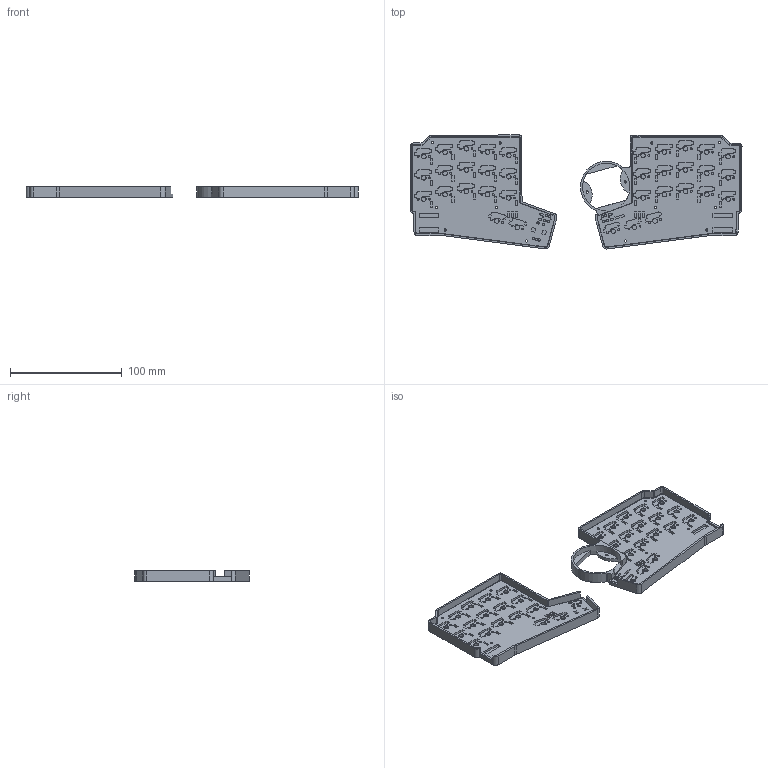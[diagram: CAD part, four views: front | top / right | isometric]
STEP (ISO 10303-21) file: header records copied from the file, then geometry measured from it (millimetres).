
FILE_DESCRIPTION(/* description */ (''),/* implementation_level */ '2;1');
FILE_NAME(/* name */ '3x5 kb case w track ball v38.step',/* time_stamp */ '2023-10-15T12:06:59+08:00',/* author */ (''),/* organization */ (''),/* preprocessor_version */ 'ST-DEVELOPER v20',/* originating_system */ 'Autodesk Translation Framework v12.14.0.127',/* authorisation */ '');
FILE_SCHEMA (('AUTOMOTIVE_DESIGN { 1 0 10303 214 3 1 1 }'));
Length unit declared in the file: millimetre
Products named in the file (2): 3x5 kb case w track ball; awkb keyboard case
Assembly tree (1 placements, depth 2):
  3x5 kb case w track ball
    awkb keyboard case
Bounding box: 296.73 x 101.91 x 9.6 mm (x, y, z)
Volume: 64296.6 mm3; surface area: 63156.3 mm2
Topology: 2 solids, 2 shells, 1290 faces, 3305 edges, 2202 vertices
Faces by surface type: plane 987, cylinder 303
Full cylindrical faces by diameter (mm): 0.9 x4, 1.7 x35, 2 x14, 2.1 x5, 4 x35, 6.3 x13
Entity records: 38963 total; most frequent: CARTESIAN_POINT 6800, ORIENTED_EDGE 6610, DIRECTION 6505, EDGE_CURVE 3305, LINE 2691, VECTOR 2691, VERTEX_POINT 2202, AXIS2_PLACEMENT_3D 1907
